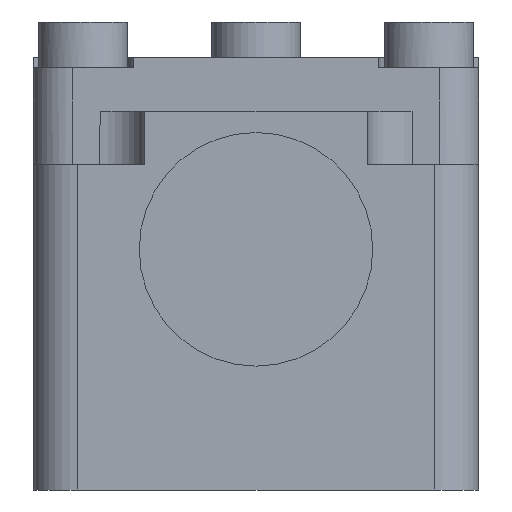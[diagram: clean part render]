
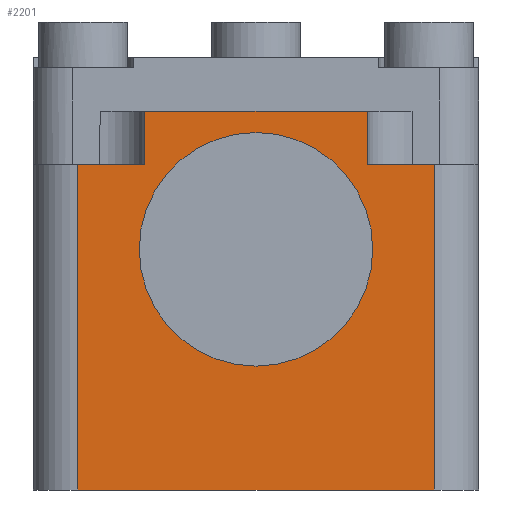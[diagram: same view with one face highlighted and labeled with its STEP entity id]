
A CAD part, front view. The second image highlights one B-rep face of the part: STEP entity #2201.
In plain terms, the highlighted planar face has unit normal (0, -1, 0).
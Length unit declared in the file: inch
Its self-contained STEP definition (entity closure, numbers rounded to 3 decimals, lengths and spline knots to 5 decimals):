
#24 = FACE_OUTER_BOUND ( 'NONE', #4230, .T. ) ;
#72 = EDGE_CURVE ( 'NONE', #4866, #1947, #3985, .T. ) ;
#112 = CARTESIAN_POINT ( 'NONE',  ( 0.59449, -2.50787, 0.85039 ) ) ;
#178 = DIRECTION ( 'NONE',  ( 0., 0., 1. ) ) ;
#343 = DIRECTION ( 'NONE',  ( 1., 0., 0. ) ) ;
#382 = CARTESIAN_POINT ( 'NONE',  ( 0.98819, -2.50787, 1.37795 ) ) ;
#430 = EDGE_CURVE ( 'NONE', #4294, #4927, #2326, .T. ) ;
#477 = CARTESIAN_POINT ( 'NONE',  ( -0.03543, -2.50787, 1.14961 ) ) ;
#504 = AXIS2_PLACEMENT_3D ( 'NONE', #3014, #667, #1811 ) ;
#667 = DIRECTION ( 'NONE',  ( 0., -1., 0. ) ) ;
#827 = PLANE ( 'NONE',  #4725 ) ;
#835 = EDGE_CURVE ( 'NONE', #2699, #1300, #3944, .T. ) ;
#873 = VECTOR ( 'NONE', #1992, 39.37008 ) ;
#920 = CARTESIAN_POINT ( 'NONE',  ( 0.20079, -2.50787, 1.33858 ) ) ;
#1007 = CARTESIAN_POINT ( 'NONE',  ( 0.59449, -2.50787, 1.26299 ) ) ;
#1234 = VERTEX_POINT ( 'NONE', #2759 ) ;
#1263 = DIRECTION ( 'NONE',  ( 0., 0., -1. ) ) ;
#1280 = ORIENTED_EDGE ( 'NONE', *, *, #430, .T. ) ;
#1300 = VERTEX_POINT ( 'NONE', #2046 ) ;
#1336 = CARTESIAN_POINT ( 'NONE',  ( 0.59449, -2.50787, 0.4378 ) ) ;
#1402 = CARTESIAN_POINT ( 'NONE',  ( 0.20079, -2.50787, 1.37795 ) ) ;
#1568 = DIRECTION ( 'NONE',  ( 1., 0., 0. ) ) ;
#1609 = CARTESIAN_POINT ( 'NONE',  ( -0.19291, -2.50787, 1.37795 ) ) ;
#1687 = CARTESIAN_POINT ( 'NONE',  ( 0.98819, -2.50787, 1.33858 ) ) ;
#1811 = DIRECTION ( 'NONE',  ( 0., 0., -1. ) ) ;
#1818 = DIRECTION ( 'NONE',  ( 0., 0., 1. ) ) ;
#1895 = EDGE_CURVE ( 'NONE', #1947, #1234, #2369, .T. ) ;
#1947 = VERTEX_POINT ( 'NONE', #4582 ) ;
#1992 = DIRECTION ( 'NONE',  ( 0., 0., -1. ) ) ;
#2011 = DIRECTION ( 'NONE',  ( 0., -1., 0. ) ) ;
#2046 = CARTESIAN_POINT ( 'NONE',  ( 0.20079, -2.50787, 1.14961 ) ) ;
#2163 = CIRCLE ( 'NONE', #504, 0.4126 ) ;
#2201 = ADVANCED_FACE ( 'NONE', ( #24, #2391 ), #827, .F. ) ;
#2277 = CARTESIAN_POINT ( 'NONE',  ( -0.03543, -2.50787, 0. ) ) ;
#2326 = LINE ( 'NONE', #5130, #5135 ) ;
#2369 = LINE ( 'NONE', #3969, #2800 ) ;
#2391 = FACE_BOUND ( 'NONE', #2523, .T. ) ;
#2523 = EDGE_LOOP ( 'NONE', ( #4910, #3365 ) ) ;
#2613 = VERTEX_POINT ( 'NONE', #920 ) ;
#2672 = VECTOR ( 'NONE', #1818, 39.37008 ) ;
#2674 = VERTEX_POINT ( 'NONE', #1336 ) ;
#2697 = EDGE_CURVE ( 'NONE', #4110, #2674, #4650, .T. ) ;
#2699 = VERTEX_POINT ( 'NONE', #477 ) ;
#2711 = ORIENTED_EDGE ( 'NONE', *, *, #835, .F. ) ;
#2720 = EDGE_CURVE ( 'NONE', #1234, #4927, #4840, .T. ) ;
#2759 = CARTESIAN_POINT ( 'NONE',  ( 1.22441, -2.50787, 1.14961 ) ) ;
#2784 = DIRECTION ( 'NONE',  ( 0., 1., 0. ) ) ;
#2800 = VECTOR ( 'NONE', #5152, 39.37008 ) ;
#2824 = DIRECTION ( 'NONE',  ( 0., 0., -1. ) ) ;
#2830 = ORIENTED_EDGE ( 'NONE', *, *, #72, .F. ) ;
#2917 = LINE ( 'NONE', #4096, #3076 ) ;
#2952 = ORIENTED_EDGE ( 'NONE', *, *, #2720, .F. ) ;
#3014 = CARTESIAN_POINT ( 'NONE',  ( 0.59449, -2.50787, 0.85039 ) ) ;
#3058 = VECTOR ( 'NONE', #1263, 39.37008 ) ;
#3076 = VECTOR ( 'NONE', #178, 39.37008 ) ;
#3110 = DIRECTION ( 'NONE',  ( 1., 0., 0. ) ) ;
#3237 = ORIENTED_EDGE ( 'NONE', *, *, #1895, .F. ) ;
#3293 = VECTOR ( 'NONE', #1568, 39.37008 ) ;
#3365 = ORIENTED_EDGE ( 'NONE', *, *, #2697, .F. ) ;
#3420 = VECTOR ( 'NONE', #343, 39.37008 ) ;
#3496 = CARTESIAN_POINT ( 'NONE',  ( -0.19291, -2.50787, 1.33858 ) ) ;
#3548 = CARTESIAN_POINT ( 'NONE',  ( -0.19291, -2.50787, 1.14961 ) ) ;
#3659 = CARTESIAN_POINT ( 'NONE',  ( 1.22441, -2.50787, 1.37795 ) ) ;
#3744 = EDGE_CURVE ( 'NONE', #4294, #2699, #2917, .T. ) ;
#3817 = AXIS2_PLACEMENT_3D ( 'NONE', #112, #2011, #2824 ) ;
#3944 = LINE ( 'NONE', #3548, #3293 ) ;
#3969 = CARTESIAN_POINT ( 'NONE',  ( -0.19291, -2.50787, 1.14961 ) ) ;
#3985 = LINE ( 'NONE', #382, #873 ) ;
#4096 = CARTESIAN_POINT ( 'NONE',  ( -0.03543, -2.50787, 1.37795 ) ) ;
#4103 = ORIENTED_EDGE ( 'NONE', *, *, #4989, .F. ) ;
#4110 = VERTEX_POINT ( 'NONE', #1007 ) ;
#4178 = CARTESIAN_POINT ( 'NONE',  ( 1.22441, -2.50787, 0. ) ) ;
#4230 = EDGE_LOOP ( 'NONE', ( #4992, #1280, #2952, #3237, #2830, #4473, #4103, #2711 ) ) ;
#4258 = EDGE_CURVE ( 'NONE', #2674, #4110, #2163, .T. ) ;
#4294 = VERTEX_POINT ( 'NONE', #2277 ) ;
#4473 = ORIENTED_EDGE ( 'NONE', *, *, #4675, .F. ) ;
#4515 = LINE ( 'NONE', #1402, #2672 ) ;
#4582 = CARTESIAN_POINT ( 'NONE',  ( 0.98819, -2.50787, 1.14961 ) ) ;
#4650 = CIRCLE ( 'NONE', #3817, 0.4126 ) ;
#4675 = EDGE_CURVE ( 'NONE', #2613, #4866, #5070, .T. ) ;
#4725 = AXIS2_PLACEMENT_3D ( 'NONE', #1609, #2784, #4851 ) ;
#4840 = LINE ( 'NONE', #3659, #3058 ) ;
#4851 = DIRECTION ( 'NONE',  ( 0., 0., 1. ) ) ;
#4866 = VERTEX_POINT ( 'NONE', #1687 ) ;
#4910 = ORIENTED_EDGE ( 'NONE', *, *, #4258, .F. ) ;
#4927 = VERTEX_POINT ( 'NONE', #4178 ) ;
#4989 = EDGE_CURVE ( 'NONE', #1300, #2613, #4515, .T. ) ;
#4992 = ORIENTED_EDGE ( 'NONE', *, *, #3744, .F. ) ;
#5070 = LINE ( 'NONE', #3496, #3420 ) ;
#5130 = CARTESIAN_POINT ( 'NONE',  ( -0.19291, -2.50787, 0. ) ) ;
#5135 = VECTOR ( 'NONE', #3110, 39.37008 ) ;
#5152 = DIRECTION ( 'NONE',  ( 1., 0., 0. ) ) ;
